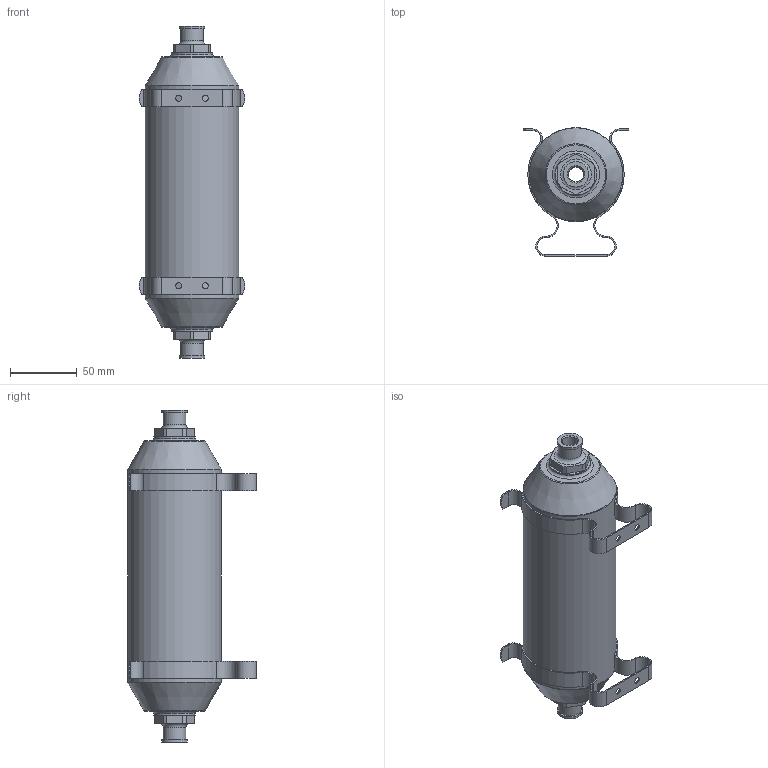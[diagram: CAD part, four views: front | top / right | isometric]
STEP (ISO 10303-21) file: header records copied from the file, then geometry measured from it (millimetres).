
FILE_DESCRIPTION(/* description */ ('STEP AP214'),/* implementation_level */ '2;1');
FILE_NAME(/* name */ '160235_CRVZS-0_75',/* time_stamp */ '2024-07-23T22:54:22+02:00',/* author */ ('License CC BY-ND 4.0'),/* organization */ ('CADENAS'),/* preprocessor_version */ 'ST-DEVELOPER v19.3',/* originating_system */ 'PARTsolutions',/* authorisation */ ' ');
FILE_SCHEMA (('AUTOMOTIVE_DESIGN {1 0 10303 214 3 1 1}'));
Length unit declared in the file: millimetre
Products named in the file (3): 160235 CRVZS-0.75---(140); 160235 CRVZS-0.75---(S_140); 348167 CRVZS-0.75---(KL)
Assembly tree (3 placements, depth 2):
  160235 CRVZS-0.75---(140)
    160235 CRVZS-0.75---(S_140)
    348167 CRVZS-0.75---(KL)  x2
Bounding box: 78.92 x 96 x 248 mm (x, y, z)
Volume: 104723.1 mm3; surface area: 112024.2 mm2
Topology: 3 solids, 3 shells, 134 faces, 336 edges, 218 vertices
Faces by surface type: cylinder 64, plane 48, torus 14, cone 8
Full cylindrical faces by diameter (mm): 4.5 x4, 11.445 x2, 17 x2, 19 x2, 25 x2, 31 x2, 66 x1, 70 x1
Entity records: 2855 total; most frequent: DIRECTION 524, CARTESIAN_POINT 462, ORIENTED_EDGE 408, AXIS2_PLACEMENT_3D 214, EDGE_CURVE 204, EDGE_LOOP 154, FACE_BOUND 154, VERTEX_POINT 152
